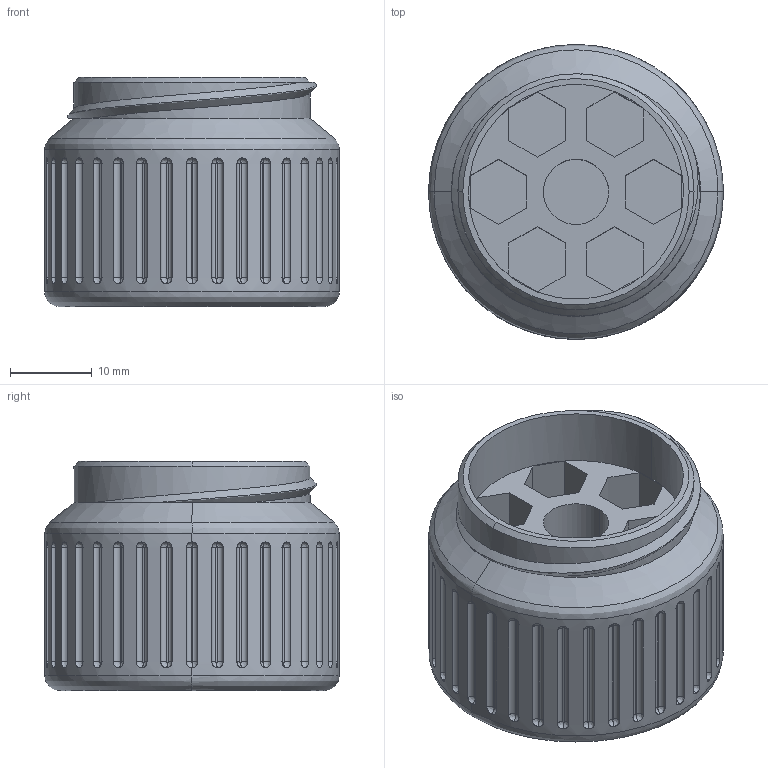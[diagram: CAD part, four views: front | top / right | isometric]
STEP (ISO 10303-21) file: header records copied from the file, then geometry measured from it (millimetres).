
FILE_DESCRIPTION(/* description */ (''),/* implementation_level */ '2;1');
FILE_NAME(/* name */ 'can',/* time_stamp */ '2025-02-17T00:42:13+08:00',/* author */ (''),/* organization */ (''),/* preprocessor_version */ 'ST-DEVELOPER v16.5',/* originating_system */ '',/* authorisation */ '');
FILE_SCHEMA (('CONFIG_CONTROL_DESIGN'));
Length unit declared in the file: millimetre
Products named in the file (1): Document
Bounding box: 36 x 36 x 28 mm (x, y, z)
Volume: 16081.9 mm3; surface area: 9041.9 mm2
Topology: 1 solids, 1 shells, 318 faces, 807 edges, 533 vertices
Faces by surface type: bspline 154, plane 84, cylinder 80
Entity records: 12975 total; most frequent: CARTESIAN_POINT 8080, ORIENTED_EDGE 1614, EDGE_CURVE 807, VERTEX_POINT 533, EDGE_LOOP 360, B_SPLINE_CURVE_WITH_KNOTS 322, ADVANCED_FACE 318, FACE_OUTER_BOUND 318
